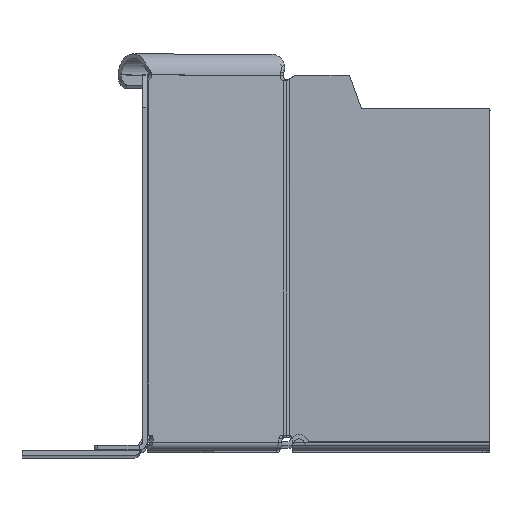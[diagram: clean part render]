
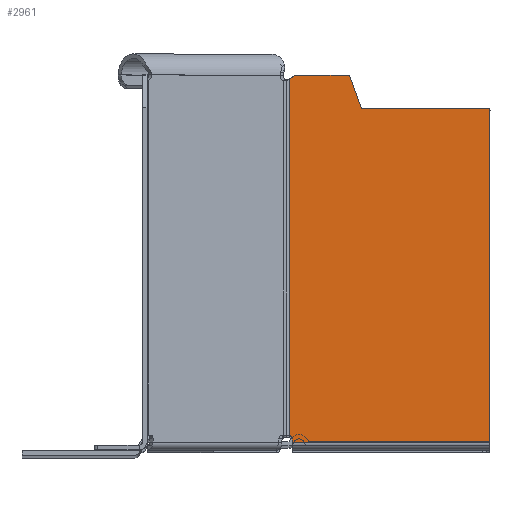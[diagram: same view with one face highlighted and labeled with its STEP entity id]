
A CAD part, top view. The second image highlights one B-rep face of the part: STEP entity #2961.
In plain terms, the highlighted face is planar.
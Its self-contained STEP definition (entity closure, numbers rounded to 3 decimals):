
#1566=DIRECTION('',(0.,1.,0.));
#1567=VECTOR('',#1566,101.733);
#1568=CARTESIAN_POINT('',(-15.293,4.229,28.707));
#1569=LINE('',#1568,#1567);
#1618=DIRECTION('',(0.,1.,0.));
#1619=VECTOR('',#1618,95.25);
#1620=CARTESIAN_POINT('',(-55.765,2.25,69.179));
#1621=LINE('',#1620,#1619);
#1639=DIRECTION('',(0.707,0.,-0.707));
#1640=VECTOR('',#1639,56.439);
#1641=CARTESIAN_POINT('',(-55.765,2.25,69.179));
#1642=LINE('',#1641,#1640);
#1643=DIRECTION('',(-0.707,0.,0.707));
#1644=VECTOR('',#1643,36.65);
#1645=CARTESIAN_POINT('',(-29.849,97.5,43.263));
#1646=LINE('',#1645,#1644);
#1647=CARTESIAN_POINT('',(-15.15,3.25,28.564));
#1648=DIRECTION('',(0.707,0.,0.707));
#1649=DIRECTION('',(-0.143,0.979,0.143));
#1650=AXIS2_PLACEMENT_3D('',#1647,#1648,#1649);
#1652=DIRECTION('',(0.612,-0.5,-0.612));
#1653=VECTOR('',#1652,2.075);
#1654=CARTESIAN_POINT('',(-16.564,107.,29.978));
#1655=LINE('',#1654,#1653);
#1656=CARTESIAN_POINT('',(-27.157,106.5,40.571));
#1657=DIRECTION('',(-0.707,0.,-0.707));
#1658=DIRECTION('',(-0.664,0.342,0.664));
#1659=AXIS2_PLACEMENT_3D('',#1656,#1657,#1658);
#1661=DIRECTION('',(0.242,0.94,-0.242));
#1662=VECTOR('',#1661,9.76);
#1663=CARTESIAN_POINT('',(-29.849,97.5,43.263));
#1664=LINE('',#1663,#1662);
#1677=DIRECTION('',(-0.707,0.,0.707));
#1678=VECTOR('',#1677,14.981);
#1679=CARTESIAN_POINT('',(-16.564,107.,29.978));
#1680=LINE('',#1679,#1678);
#1689=DIRECTION('',(-0.001,1.,0.001));
#1690=VECTOR('',#1689,1.);
#1691=CARTESIAN_POINT('',(-15.856,2.25,29.27));
#1692=LINE('',#1691,#1690);
#2041=CARTESIAN_POINT('',(-27.489,106.671,40.903));
#2043=VERTEX_POINT('',#2041);
#2045=CARTESIAN_POINT('',(-27.157,107.,40.571));
#2046=VERTEX_POINT('',#2045);
#2047=CARTESIAN_POINT('',(-16.564,107.,29.978));
#2048=VERTEX_POINT('',#2047);
#2049=CARTESIAN_POINT('',(-15.293,105.962,28.707));
#2050=VERTEX_POINT('',#2049);
#2051=CARTESIAN_POINT('',(-15.293,4.229,28.707));
#2052=VERTEX_POINT('',#2051);
#2053=CARTESIAN_POINT('',(-15.857,3.25,29.271));
#2054=VERTEX_POINT('',#2053);
#2055=CARTESIAN_POINT('',(-15.856,2.25,29.27));
#2056=VERTEX_POINT('',#2055);
#2057=CARTESIAN_POINT('',(-55.765,2.25,69.179));
#2058=VERTEX_POINT('',#2057);
#2252=CARTESIAN_POINT('',(-55.765,97.5,69.179));
#2254=VERTEX_POINT('',#2252);
#2256=CARTESIAN_POINT('',(-29.849,97.5,43.263));
#2258=VERTEX_POINT('',#2256);
#2938=CARTESIAN_POINT('',(-55.765,2.25,69.179));
#2939=DIRECTION('',(-0.707,0.,-0.707));
#2940=DIRECTION('',(-0.707,0.,0.707));
#2941=AXIS2_PLACEMENT_3D('',#2938,#2939,#2940);
#2942=PLANE('',#2941);
#2944=ORIENTED_EDGE('',*,*,#2943,.T.);
#2945=ORIENTED_EDGE('',*,*,#2911,.F.);
#2946=ORIENTED_EDGE('',*,*,#2928,.T.);
#2948=ORIENTED_EDGE('',*,*,#2947,.T.);
#2950=ORIENTED_EDGE('',*,*,#2949,.F.);
#2951=ORIENTED_EDGE('',*,*,#2786,.T.);
#2952=ORIENTED_EDGE('',*,*,#2872,.F.);
#2954=ORIENTED_EDGE('',*,*,#2953,.T.);
#2956=ORIENTED_EDGE('',*,*,#2955,.F.);
#2958=ORIENTED_EDGE('',*,*,#2957,.F.);
#2959=EDGE_LOOP('',(#2944,#2945,#2946,#2948,#2950,#2951,#2952,#2954,#2956,
#2958));
#2960=FACE_OUTER_BOUND('',#2959,.F.);
#2961=ADVANCED_FACE('',(#2960),#2942,.T.);
#1651=CIRCLE('',#1650,1.);
#1660=CIRCLE('',#1659,0.5);
#2786=EDGE_CURVE('',#2052,#2050,#1569,.T.);
#2872=EDGE_CURVE('',#2048,#2050,#1655,.T.);
#2911=EDGE_CURVE('',#2058,#2254,#1621,.T.);
#2928=EDGE_CURVE('',#2058,#2056,#1642,.T.);
#2943=EDGE_CURVE('',#2258,#2254,#1646,.T.);
#2947=EDGE_CURVE('',#2056,#2054,#1692,.T.);
#2949=EDGE_CURVE('',#2052,#2054,#1651,.T.);
#2953=EDGE_CURVE('',#2048,#2046,#1680,.T.);
#2955=EDGE_CURVE('',#2043,#2046,#1660,.T.);
#2957=EDGE_CURVE('',#2258,#2043,#1664,.T.);
